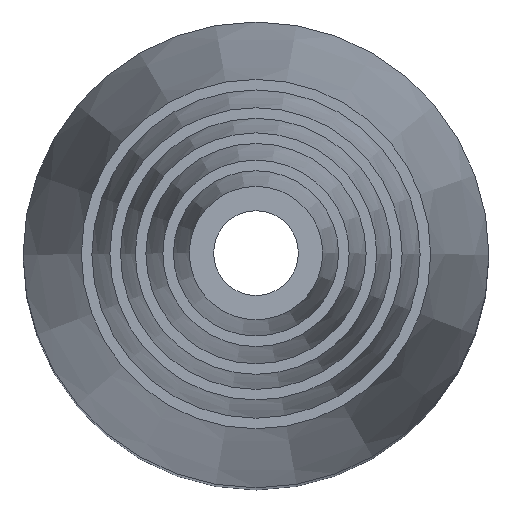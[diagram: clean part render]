
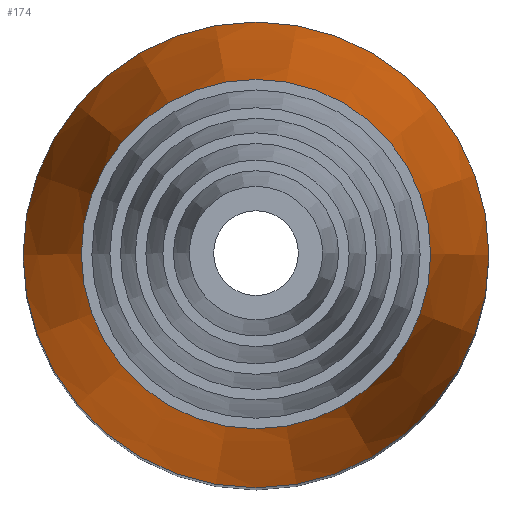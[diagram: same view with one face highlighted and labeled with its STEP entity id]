
A CAD part, top view. The second image highlights one B-rep face of the part: STEP entity #174.
In plain terms, the highlighted conical face has half-angle 6.938 degrees and reference radius 9.625 mm.
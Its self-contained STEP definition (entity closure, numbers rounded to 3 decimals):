
#32=FACE_BOUND($,#74,.T.);
#48=FACE_OUTER_BOUND($,#73,.T.);
#73=EDGE_LOOP($,(#148));
#74=EDGE_LOOP($,(#149));
#92=CIRCLE($,#203,8.25);
#93=CIRCLE($,#205,11.);
#107=VERTEX_POINT($,#307);
#108=VERTEX_POINT($,#310);
#122=EDGE_CURVE($,#107,#107,#92,.T.);
#123=EDGE_CURVE($,#108,#108,#93,.T.);
#148=ORIENTED_EDGE($,*,*,#123,.F.);
#149=ORIENTED_EDGE($,*,*,#122,.T.);
#162=CONICAL_SURFACE($,#204,9.625,6.938);
#174=ADVANCED_FACE($,(#48,#32),#162,.T.);
#203=AXIS2_PLACEMENT_3D($,#308,#257,#258);
#204=AXIS2_PLACEMENT_3D($,#309,#259,#260);
#205=AXIS2_PLACEMENT_3D($,#311,#261,#262);
#257=DIRECTION('center_axis',(0.,0.,-1.));
#258=DIRECTION('ref_axis',(-1.,0.,0.));
#259=DIRECTION('center_axis',(0.,0.,-1.));
#260=DIRECTION('ref_axis',(-1.,0.,0.));
#261=DIRECTION('center_axis',(0.,0.,-1.));
#262=DIRECTION('ref_axis',(-1.,0.,0.));
#307=CARTESIAN_POINT('',(-8.25,0.,80.6));
#308=CARTESIAN_POINT('Origin',(0.,0.,80.6));
#309=CARTESIAN_POINT('Origin',(0.,0.,69.3));
#310=CARTESIAN_POINT('',(11.,0.,58.));
#311=CARTESIAN_POINT('Origin',(0.,0.,58.));
